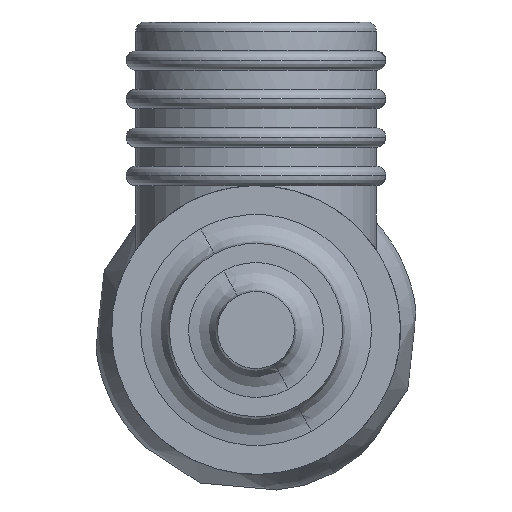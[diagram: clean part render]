
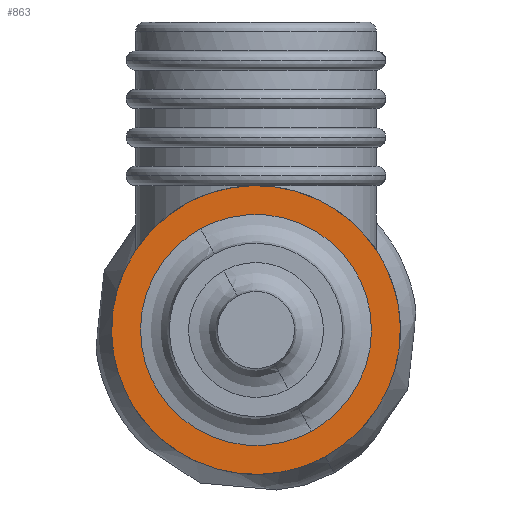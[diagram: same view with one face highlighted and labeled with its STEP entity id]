
A CAD part, front view. The second image highlights one B-rep face of the part: STEP entity #863.
In plain terms, the highlighted free-form (B-spline) face has degree [1, 1] with [2, 2] control points.
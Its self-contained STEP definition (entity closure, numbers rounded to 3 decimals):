
#559 = EDGE_CURVE('',#560,#562,#564,.T.);
#560 = VERTEX_POINT('',#561);
#561 = CARTESIAN_POINT('',(-5.338,-81.654,
    9.772));
#562 = VERTEX_POINT('',#563);
#563 = CARTESIAN_POINT('',(5.338,-81.654,
    -9.772));
#564 = ( BOUNDED_CURVE() B_SPLINE_CURVE(2,(#565,#566,#567,#568,#569),
.UNSPECIFIED.,.F.,.F.) B_SPLINE_CURVE_WITH_KNOTS((3,2,3),(3.642
,5.212,6.783),.PIECEWISE_BEZIER_KNOTS.) CURVE() 
GEOMETRIC_REPRESENTATION_ITEM() RATIONAL_B_SPLINE_CURVE((1.,
0.707,1.,0.707,1.)) REPRESENTATION_ITEM('') );
#565 = CARTESIAN_POINT('',(-5.338,-81.654,
    9.772));
#566 = CARTESIAN_POINT('',(-15.11,-81.654,
    4.433));
#567 = CARTESIAN_POINT('',(-9.772,-81.654,
    -5.338));
#568 = CARTESIAN_POINT('',(-4.433,-81.654,
    -15.11));
#569 = CARTESIAN_POINT('',(5.338,-81.654,
    -9.772));
#614 = EDGE_CURVE('',#562,#560,#615,.T.);
#615 = ( BOUNDED_CURVE() B_SPLINE_CURVE(2,(#616,#617,#618,#619,#620),
.UNSPECIFIED.,.F.,.F.) B_SPLINE_CURVE_WITH_KNOTS((3,2,3),(0.5
,2.071,3.642),.PIECEWISE_BEZIER_KNOTS.) CURVE() 
GEOMETRIC_REPRESENTATION_ITEM() RATIONAL_B_SPLINE_CURVE((1.,
0.707,1.,0.707,1.)) REPRESENTATION_ITEM('') );
#616 = CARTESIAN_POINT('',(5.338,-81.654,
    -9.772));
#617 = CARTESIAN_POINT('',(15.11,-81.654,
    -4.433));
#618 = CARTESIAN_POINT('',(9.772,-81.654,5.338
    ));
#619 = CARTESIAN_POINT('',(4.433,-81.654,
    15.11));
#620 = CARTESIAN_POINT('',(-5.338,-81.654,
    9.772));
#863 = ADVANCED_FACE('',(#864,#886),#890,.T.);
#864 = FACE_BOUND('',#865,.T.);
#865 = EDGE_LOOP('',(#866,#878));
#866 = ORIENTED_EDGE('',*,*,#867,.T.);
#867 = EDGE_CURVE('',#868,#870,#872,.T.);
#868 = VERTEX_POINT('',#869);
#869 = CARTESIAN_POINT('',(6.673,-81.654,
    -12.214));
#870 = VERTEX_POINT('',#871);
#871 = CARTESIAN_POINT('',(-6.673,-81.654,
    12.214));
#872 = ( BOUNDED_CURVE() B_SPLINE_CURVE(2,(#873,#874,#875,#876,#877),
.UNSPECIFIED.,.F.,.F.) B_SPLINE_CURVE_WITH_KNOTS((3,2,3),(0.5
,2.071,3.642),.PIECEWISE_BEZIER_KNOTS.) CURVE() 
GEOMETRIC_REPRESENTATION_ITEM() RATIONAL_B_SPLINE_CURVE((1.,
0.707,1.,0.707,1.)) REPRESENTATION_ITEM('') );
#873 = CARTESIAN_POINT('',(6.673,-81.654,
    -12.214));
#874 = CARTESIAN_POINT('',(18.887,-81.654,
    -5.542));
#875 = CARTESIAN_POINT('',(12.214,-81.654,
    6.673));
#876 = CARTESIAN_POINT('',(5.542,-81.654,
    18.887));
#877 = CARTESIAN_POINT('',(-6.673,-81.654,
    12.214));
#878 = ORIENTED_EDGE('',*,*,#879,.T.);
#879 = EDGE_CURVE('',#870,#868,#880,.T.);
#880 = ( BOUNDED_CURVE() B_SPLINE_CURVE(2,(#881,#882,#883,#884,#885),
.UNSPECIFIED.,.F.,.F.) B_SPLINE_CURVE_WITH_KNOTS((3,2,3),(3.642
,5.212,6.783),.PIECEWISE_BEZIER_KNOTS.) CURVE() 
GEOMETRIC_REPRESENTATION_ITEM() RATIONAL_B_SPLINE_CURVE((1.,
0.707,1.,0.707,1.)) REPRESENTATION_ITEM('') );
#881 = CARTESIAN_POINT('',(-6.673,-81.654,
    12.214));
#882 = CARTESIAN_POINT('',(-18.887,-81.654,
    5.542));
#883 = CARTESIAN_POINT('',(-12.214,-81.654,
    -6.673));
#884 = CARTESIAN_POINT('',(-5.542,-81.654,
    -18.887));
#885 = CARTESIAN_POINT('',(6.673,-81.654,
    -12.214));
#886 = FACE_BOUND('',#887,.T.);
#887 = EDGE_LOOP('',(#888,#889));
#888 = ORIENTED_EDGE('',*,*,#559,.F.);
#889 = ORIENTED_EDGE('',*,*,#614,.F.);
#890 = B_SPLINE_SURFACE_WITH_KNOTS('',1,1,(
    (#891,#892)
    ,(#893,#894
    )),.UNSPECIFIED.,.F.,.F.,.F.,(2,2),(2,2),(-15.,15.),(-30.,0.),
  .PIECEWISE_BEZIER_KNOTS.);
#891 = CARTESIAN_POINT('',(-13.918,-81.654,
    -13.918));
#892 = CARTESIAN_POINT('',(-13.918,-81.654,
    13.918));
#893 = CARTESIAN_POINT('',(13.918,-81.654,
    -13.918));
#894 = CARTESIAN_POINT('',(13.918,-81.654,
    13.918));
